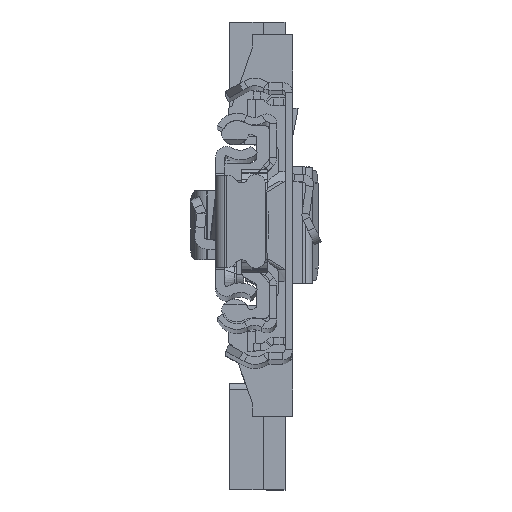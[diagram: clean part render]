
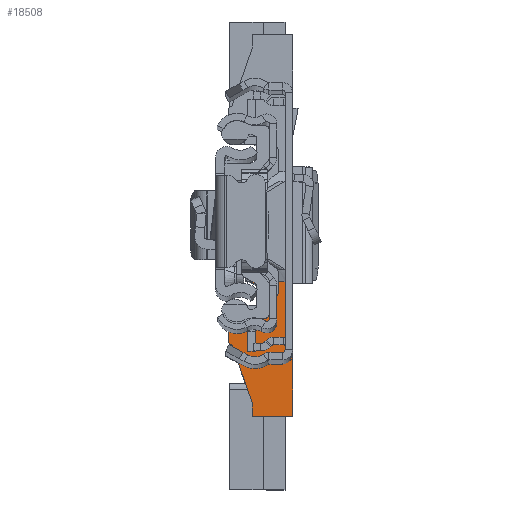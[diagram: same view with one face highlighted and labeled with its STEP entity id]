
A CAD part, top view. The second image highlights one B-rep face of the part: STEP entity #18508.
In plain terms, the highlighted face is planar.
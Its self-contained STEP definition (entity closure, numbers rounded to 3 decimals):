
#63 = DIRECTION ( 'NONE',  ( 0., -1., 0. ) ) ;
#1008 = VERTEX_POINT ( 'NONE', #15348 ) ;
#1260 = CARTESIAN_POINT ( 'NONE',  ( 10.318, 3.419, -67. ) ) ;
#1603 = VERTEX_POINT ( 'NONE', #7675 ) ;
#2378 = EDGE_CURVE ( 'NONE', #7388, #11003, #2994, .T. ) ;
#2818 = DIRECTION ( 'NONE',  ( -1., 0., 0. ) ) ;
#2847 = LINE ( 'NONE', #14545, #7530 ) ;
#2982 = EDGE_CURVE ( 'NONE', #5366, #1008, #33748, .T. ) ;
#2994 = LINE ( 'NONE', #16966, #23680 ) ;
#3772 = CARTESIAN_POINT ( 'NONE',  ( 10.318, 3.419, -67. ) ) ;
#3879 = CARTESIAN_POINT ( 'NONE',  ( 14.498, 7.304, -67. ) ) ;
#4034 = VERTEX_POINT ( 'NONE', #7984 ) ;
#4053 = LINE ( 'NONE', #26967, #14598 ) ;
#4497 = B_SPLINE_CURVE_WITH_KNOTS ( 'NONE', 3,
 ( #1260, #29538, #34950, #9264, #6275, #15201 ),
 .UNSPECIFIED., .F., .F.,
 ( 4, 2, 4 ),
 ( 0., 0., 0.001 ),
 .UNSPECIFIED. ) ;
#4505 = CIRCLE ( 'NONE', #13427, 5.707 ) ;
#5193 = VERTEX_POINT ( 'NONE', #33903 ) ;
#5307 = ORIENTED_EDGE ( 'NONE', *, *, #2378, .F. ) ;
#5366 = VERTEX_POINT ( 'NONE', #27546 ) ;
#5535 = CARTESIAN_POINT ( 'NONE',  ( 19., -1.2, -67. ) ) ;
#5898 = CARTESIAN_POINT ( 'NONE',  ( 10.792, 3.2, -67. ) ) ;
#5973 = VERTEX_POINT ( 'NONE', #5898 ) ;
#6136 = EDGE_CURVE ( 'NONE', #35746, #5366, #10260, .T. ) ;
#6178 = DIRECTION ( 'NONE',  ( 1., 0., 0. ) ) ;
#6275 = CARTESIAN_POINT ( 'NONE',  ( 10.701, 3.2, -67. ) ) ;
#6320 = DIRECTION ( 'NONE',  ( -1., 0., 0. ) ) ;
#6489 = EDGE_LOOP ( 'NONE', ( #5307, #12976, #13463, #9750, #32907, #25095, #16130, #36745, #31105, #28072, #32552, #18547, #9490, #17373, #26511 ) ) ;
#6691 =( BOUNDED_CURVE ( )  B_SPLINE_CURVE ( 3, ( #25438, #16859, #17046, #14421 ),
 .UNSPECIFIED., .F., .T. ) 
 B_SPLINE_CURVE_WITH_KNOTS ( ( 4, 4 ),
 ( 4.712, 6.283 ),
 .UNSPECIFIED. ) 
 CURVE ( )  GEOMETRIC_REPRESENTATION_ITEM ( )  RATIONAL_B_SPLINE_CURVE ( ( 1., 0.805, 0.805, 1. ) ) 
 REPRESENTATION_ITEM ( '' )  );
#7240 = CARTESIAN_POINT ( 'NONE',  ( 19., 9., -67. ) ) ;
#7388 = VERTEX_POINT ( 'NONE', #15692 ) ;
#7530 = VECTOR ( 'NONE', #63, 1000. ) ;
#7675 = CARTESIAN_POINT ( 'NONE',  ( 9.012, 5.732, -67. ) ) ;
#7837 = CARTESIAN_POINT ( 'NONE',  ( -28.5, 9., -67. ) ) ;
#7984 = CARTESIAN_POINT ( 'NONE',  ( 13., 8.5, -67. ) ) ;
#9264 = CARTESIAN_POINT ( 'NONE',  ( 10.614, 3.222, -67. ) ) ;
#9490 = ORIENTED_EDGE ( 'NONE', *, *, #10963, .T. ) ;
#9601 = CARTESIAN_POINT ( 'NONE',  ( 13., 3.2, -67. ) ) ;
#9750 = ORIENTED_EDGE ( 'NONE', *, *, #20103, .T. ) ;
#10260 = LINE ( 'NONE', #15815, #27437 ) ;
#10598 = CARTESIAN_POINT ( 'NONE',  ( 12., 3.2, -67. ) ) ;
#10669 = FACE_OUTER_BOUND ( 'NONE', #6489, .T. ) ;
#10851 = LINE ( 'NONE', #16956, #36321 ) ;
#10963 = EDGE_CURVE ( 'NONE', #19753, #5193, #4053, .T. ) ;
#11003 = VERTEX_POINT ( 'NONE', #21757 ) ;
#11202 = CARTESIAN_POINT ( 'NONE',  ( 30.5, 5.2, -67. ) ) ;
#12635 = DIRECTION ( 'NONE',  ( 0., -1., 0. ) ) ;
#12881 = VERTEX_POINT ( 'NONE', #3772 ) ;
#12976 = ORIENTED_EDGE ( 'NONE', *, *, #26452, .T. ) ;
#13137 = CARTESIAN_POINT ( 'NONE',  ( -28.5, 9., -67. ) ) ;
#13368 = VERTEX_POINT ( 'NONE', #5535 ) ;
#13427 = AXIS2_PLACEMENT_3D ( 'NONE', #3879, #15247, #6320 ) ;
#13463 = ORIENTED_EDGE ( 'NONE', *, *, #19839, .F. ) ;
#13906 = EDGE_CURVE ( 'NONE', #15744, #4034, #14688, .T. ) ;
#13943 = EDGE_CURVE ( 'NONE', #13368, #5193, #31669, .T. ) ;
#14406 = EDGE_CURVE ( 'NONE', #11003, #13368, #35901, .T. ) ;
#14421 = CARTESIAN_POINT ( 'NONE',  ( 12., 3.2, -67. ) ) ;
#14471 = AXIS2_PLACEMENT_3D ( 'NONE', #7837, #24598, #21824 ) ;
#14545 = CARTESIAN_POINT ( 'NONE',  ( 13., 9., -67. ) ) ;
#14598 = VECTOR ( 'NONE', #12635, 1000. ) ;
#14655 = AXIS2_PLACEMENT_3D ( 'NONE', #23872, #26303, #35208 ) ;
#14688 = CIRCLE ( 'NONE', #14655, 0.5 ) ;
#15201 = CARTESIAN_POINT ( 'NONE',  ( 10.792, 3.2, -67. ) ) ;
#15247 = DIRECTION ( 'NONE',  ( 0., 0., -1. ) ) ;
#15348 = CARTESIAN_POINT ( 'NONE',  ( 18.5, 9., -67. ) ) ;
#15692 = CARTESIAN_POINT ( 'NONE',  ( 9.012, 0., -67. ) ) ;
#15744 = VERTEX_POINT ( 'NONE', #22139 ) ;
#15815 = CARTESIAN_POINT ( 'NONE',  ( 28.5, 5.2, -67. ) ) ;
#16130 = ORIENTED_EDGE ( 'NONE', *, *, #16586, .F. ) ;
#16586 = EDGE_CURVE ( 'NONE', #4034, #28411, #2847, .T. ) ;
#16859 = CARTESIAN_POINT ( 'NONE',  ( 13., 3.663, -67. ) ) ;
#16956 = CARTESIAN_POINT ( 'NONE',  ( 9.012, -17.65, -67. ) ) ;
#16966 = CARTESIAN_POINT ( 'NONE',  ( -28.5, 0., -67. ) ) ;
#17046 = CARTESIAN_POINT ( 'NONE',  ( 12.586, 3.2, -67. ) ) ;
#17373 = ORIENTED_EDGE ( 'NONE', *, *, #13943, .F. ) ;
#17636 = EDGE_CURVE ( 'NONE', #1008, #15744, #26938, .T. ) ;
#17682 = AXIS2_PLACEMENT_3D ( 'NONE', #20651, #20836, #35154 ) ;
#18508 = ADVANCED_FACE ( 'NONE', ( #10669 ), #22005, .F. ) ;
#18547 = ORIENTED_EDGE ( 'NONE', *, *, #30497, .F. ) ;
#19753 = VERTEX_POINT ( 'NONE', #11202 ) ;
#19839 = EDGE_CURVE ( 'NONE', #12881, #1603, #4505, .T. ) ;
#20103 = EDGE_CURVE ( 'NONE', #12881, #5973, #4497, .T. ) ;
#20390 = LINE ( 'NONE', #9601, #35947 ) ;
#20632 = CARTESIAN_POINT ( 'NONE',  ( 28.5, 5.2, -67. ) ) ;
#20651 = CARTESIAN_POINT ( 'NONE',  ( 18.5, 8.5, -67. ) ) ;
#20836 = DIRECTION ( 'NONE',  ( 0., 0., 1. ) ) ;
#21125 = VECTOR ( 'NONE', #2818, 1000. ) ;
#21757 = CARTESIAN_POINT ( 'NONE',  ( 19., 0., -67. ) ) ;
#21824 = DIRECTION ( 'NONE',  ( 1., 0., 0. ) ) ;
#21873 = VECTOR ( 'NONE', #32754, 1000. ) ;
#22005 = PLANE ( 'NONE',  #14471 ) ;
#22139 = CARTESIAN_POINT ( 'NONE',  ( 13.5, 9., -67. ) ) ;
#22729 = DIRECTION ( 'NONE',  ( 0., 1., 0. ) ) ;
#22805 = EDGE_CURVE ( 'NONE', #5973, #27266, #20390, .T. ) ;
#23507 = CARTESIAN_POINT ( 'NONE',  ( 0., -1.2, -67. ) ) ;
#23613 = VECTOR ( 'NONE', #6178, 1000. ) ;
#23680 = VECTOR ( 'NONE', #25711, 1000. ) ;
#23872 = CARTESIAN_POINT ( 'NONE',  ( 13.5, 8.5, -67. ) ) ;
#24598 = DIRECTION ( 'NONE',  ( 0., 0., 1. ) ) ;
#25095 = ORIENTED_EDGE ( 'NONE', *, *, #32107, .F. ) ;
#25438 = CARTESIAN_POINT ( 'NONE',  ( 13., 4.318, -67. ) ) ;
#25711 = DIRECTION ( 'NONE',  ( 1., 0., 0. ) ) ;
#26303 = DIRECTION ( 'NONE',  ( 0., 0., 1. ) ) ;
#26452 = EDGE_CURVE ( 'NONE', #7388, #1603, #10851, .T. ) ;
#26511 = ORIENTED_EDGE ( 'NONE', *, *, #14406, .F. ) ;
#26938 = LINE ( 'NONE', #13137, #27788 ) ;
#26967 = CARTESIAN_POINT ( 'NONE',  ( 30.5, 0., -67. ) ) ;
#27266 = VERTEX_POINT ( 'NONE', #10598 ) ;
#27309 = DIRECTION ( 'NONE',  ( -1., 0., 0. ) ) ;
#27437 = VECTOR ( 'NONE', #32766, 1000. ) ;
#27546 = CARTESIAN_POINT ( 'NONE',  ( 19., 8.5, -67. ) ) ;
#27788 = VECTOR ( 'NONE', #27309, 1000. ) ;
#28072 = ORIENTED_EDGE ( 'NONE', *, *, #2982, .F. ) ;
#28411 = VERTEX_POINT ( 'NONE', #31923 ) ;
#28501 = LINE ( 'NONE', #28869, #21125 ) ;
#28869 = CARTESIAN_POINT ( 'NONE',  ( 30.5, 5.2, -67. ) ) ;
#29538 = CARTESIAN_POINT ( 'NONE',  ( 10.38, 3.353, -67. ) ) ;
#30497 = EDGE_CURVE ( 'NONE', #19753, #35746, #28501, .T. ) ;
#31105 = ORIENTED_EDGE ( 'NONE', *, *, #17636, .F. ) ;
#31669 = LINE ( 'NONE', #23507, #23613 ) ;
#31923 = CARTESIAN_POINT ( 'NONE',  ( 13., 4.318, -67. ) ) ;
#32107 = EDGE_CURVE ( 'NONE', #28411, #27266, #6691, .T. ) ;
#32108 = DIRECTION ( 'NONE',  ( 1., 0., 0. ) ) ;
#32552 = ORIENTED_EDGE ( 'NONE', *, *, #6136, .F. ) ;
#32754 = DIRECTION ( 'NONE',  ( 0., -1., 0. ) ) ;
#32766 = DIRECTION ( 'NONE',  ( -0.945, 0.328, 0. ) ) ;
#32907 = ORIENTED_EDGE ( 'NONE', *, *, #22805, .T. ) ;
#33748 = CIRCLE ( 'NONE', #17682, 0.5 ) ;
#33903 = CARTESIAN_POINT ( 'NONE',  ( 30.5, -1.2, -67. ) ) ;
#34950 = CARTESIAN_POINT ( 'NONE',  ( 10.451, 3.299, -67. ) ) ;
#35154 = DIRECTION ( 'NONE',  ( 1., 0., 0. ) ) ;
#35208 = DIRECTION ( 'NONE',  ( 1., 0., 0. ) ) ;
#35746 = VERTEX_POINT ( 'NONE', #20632 ) ;
#35901 = LINE ( 'NONE', #7240, #21873 ) ;
#35947 = VECTOR ( 'NONE', #32108, 1000. ) ;
#36321 = VECTOR ( 'NONE', #22729, 1000. ) ;
#36745 = ORIENTED_EDGE ( 'NONE', *, *, #13906, .F. ) ;
